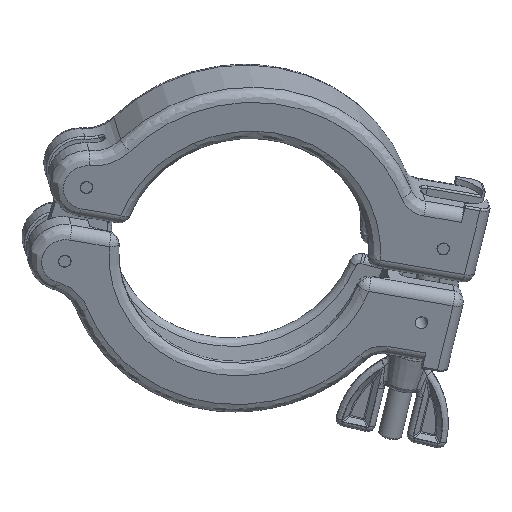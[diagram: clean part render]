
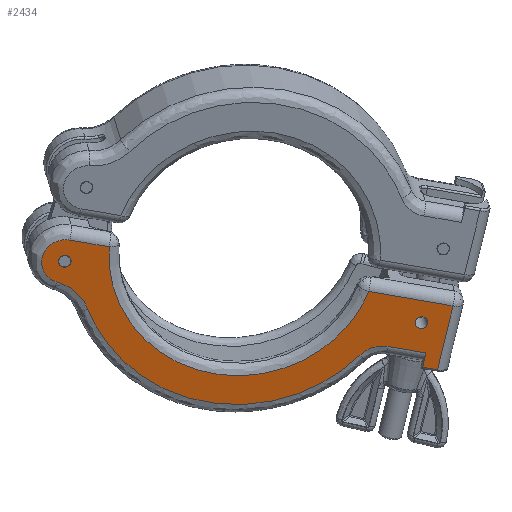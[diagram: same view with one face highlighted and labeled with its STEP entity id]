
A CAD part, top view. The second image highlights one B-rep face of the part: STEP entity #2434.
In plain terms, the highlighted face is planar.
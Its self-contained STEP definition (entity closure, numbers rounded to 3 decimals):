
#499 = CIRCLE ( 'NONE', #11534, 1.65 ) ;
#547 = CARTESIAN_POINT ( 'NONE',  ( 53., 21.691, -10.75 ) ) ;
#658 = CARTESIAN_POINT ( 'NONE',  ( -45., 5.5, -10.75 ) ) ;
#756 = CARTESIAN_POINT ( 'NONE',  ( 7.542, 19.5, -10.75 ) ) ;
#798 = DIRECTION ( 'NONE',  ( -1., 0., 0. ) ) ;
#834 = VERTEX_POINT ( 'NONE', #3940 ) ;
#1001 = CARTESIAN_POINT ( 'NONE',  ( 42.951, 19.5, -10.75 ) ) ;
#1016 = CARTESIAN_POINT ( 'NONE',  ( -45., 5.5, -10.75 ) ) ;
#1265 = DIRECTION ( 'NONE',  ( 0., 0., -1. ) ) ;
#1307 = LINE ( 'NONE', #756, #2883 ) ;
#1389 = VERTEX_POINT ( 'NONE', #1016 ) ;
#1410 = CARTESIAN_POINT ( 'NONE',  ( -34.565, 5.5, -10.75 ) ) ;
#1668 = DIRECTION ( 'NONE',  ( 0., -1., 0. ) ) ;
#1722 = ORIENTED_EDGE ( 'NONE', *, *, #9370, .F. ) ;
#1770 = ORIENTED_EDGE ( 'NONE', *, *, #6693, .F. ) ;
#1810 = EDGE_LOOP ( 'NONE', ( #10191, #6574, #1722, #2609, #2563, #1770, #5213, #4427, #13223, #8344, #12023 ) ) ;
#2030 = VERTEX_POINT ( 'NONE', #10926 ) ;
#2269 = CARTESIAN_POINT ( 'NONE',  ( 57., 5.5, -10.75 ) ) ;
#2434 = ADVANCED_FACE ( 'NONE', ( #4060, #13015, #13360 ), #8369, .F. ) ;
#2563 = ORIENTED_EDGE ( 'NONE', *, *, #9982, .F. ) ;
#2609 = ORIENTED_EDGE ( 'NONE', *, *, #6070, .F. ) ;
#2681 = VERTEX_POINT ( 'NONE', #10876 ) ;
#2883 = VECTOR ( 'NONE', #798, 1000. ) ;
#2889 = CARTESIAN_POINT ( 'NONE',  ( -17.263, 52.517, -10.75 ) ) ;
#3052 = VECTOR ( 'NONE', #14424, 1000. ) ;
#3677 = CIRCLE ( 'NONE', #11808, 1.65 ) ;
#3727 =( BOUNDED_CURVE ( )  B_SPLINE_CURVE ( 3, ( #4011, #8440, #2889, #14052 ),
 .UNSPECIFIED., .F., .F. ) 
 B_SPLINE_CURVE_WITH_KNOTS ( ( 4, 4 ),
 ( 0., 1. ),
 .UNSPECIFIED. ) 
 CURVE ( )  GEOMETRIC_REPRESENTATION_ITEM ( )  RATIONAL_B_SPLINE_CURVE ( ( 1., 0.694, 0.694, 1. ) ) 
 REPRESENTATION_ITEM ( '' )  );
#3742 = CARTESIAN_POINT ( 'NONE',  ( -36.117, 23.336, -10.75 ) ) ;
#3838 = VECTOR ( 'NONE', #12414, 1000. ) ;
#3886 = CARTESIAN_POINT ( 'NONE',  ( 7.542, 21.691, -10.75 ) ) ;
#3940 = CARTESIAN_POINT ( 'NONE',  ( 57., 23.5, -10.75 ) ) ;
#4011 = CARTESIAN_POINT ( 'NONE',  ( 36.213, 23.186, -10.75 ) ) ;
#4060 = FACE_BOUND ( 'NONE', #12934, .T. ) ;
#4093 = EDGE_CURVE ( 'NONE', #2030, #2030, #499, .T. ) ;
#4151 = EDGE_LOOP ( 'NONE', ( #9354 ) ) ;
#4427 = ORIENTED_EDGE ( 'NONE', *, *, #6349, .F. ) ;
#4708 =( BOUNDED_CURVE ( )  B_SPLINE_CURVE ( 3, ( #14228, #7218, #5372, #10874 ),
 .UNSPECIFIED., .F., .F. ) 
 B_SPLINE_CURVE_WITH_KNOTS ( ( 4, 4 ),
 ( 0., 1. ),
 .UNSPECIFIED. ) 
 CURVE ( )  GEOMETRIC_REPRESENTATION_ITEM ( )  RATIONAL_B_SPLINE_CURVE ( ( 1., 0.935, 0.935, 1. ) ) 
 REPRESENTATION_ITEM ( '' )  );
#5162 = CARTESIAN_POINT ( 'NONE',  ( -55.821, 5.5, -10.75 ) ) ;
#5213 = ORIENTED_EDGE ( 'NONE', *, *, #7056, .F. ) ;
#5346 = LINE ( 'NONE', #10141, #3052 ) ;
#5372 = CARTESIAN_POINT ( 'NONE',  ( -41.677, 17.893, -10.75 ) ) ;
#5713 = VECTOR ( 'NONE', #10938, 1000. ) ;
#5792 = VECTOR ( 'NONE', #1668, 1000. ) ;
#5832 = EDGE_CURVE ( 'NONE', #7609, #6030, #1307, .T. ) ;
#5931 = EDGE_CURVE ( 'NONE', #7842, #834, #5346, .T. ) ;
#6030 = VERTEX_POINT ( 'NONE', #10089 ) ;
#6070 = EDGE_CURVE ( 'NONE', #1389, #9619, #12005, .T. ) ;
#6349 = EDGE_CURVE ( 'NONE', #6030, #2681, #11042, .T. ) ;
#6574 = ORIENTED_EDGE ( 'NONE', *, *, #13222, .F. ) ;
#6693 = EDGE_CURVE ( 'NONE', #7052, #10014, #4708, .T. ) ;
#6758 =( BOUNDED_CURVE ( )  B_SPLINE_CURVE ( 3, ( #11829, #14062, #5162, #658 ),
 .UNSPECIFIED., .F., .T. ) 
 B_SPLINE_CURVE_WITH_KNOTS ( ( 4, 4 ),
 ( 0., 1. ),
 .UNSPECIFIED. ) 
 CURVE ( )  GEOMETRIC_REPRESENTATION_ITEM ( )  RATIONAL_B_SPLINE_CURVE ( ( 1., 0.369, 0.369, 1. ) ) 
 REPRESENTATION_ITEM ( '' )  );
#7052 = VERTEX_POINT ( 'NONE', #3742 ) ;
#7056 = EDGE_CURVE ( 'NONE', #2681, #7052, #3727, .T. ) ;
#7218 = CARTESIAN_POINT ( 'NONE',  ( -38.282, 19.985, -10.75 ) ) ;
#7405 = VERTEX_POINT ( 'NONE', #12485 ) ;
#7609 = VERTEX_POINT ( 'NONE', #14084 ) ;
#7842 = VERTEX_POINT ( 'NONE', #2269 ) ;
#8133 = EDGE_CURVE ( 'NONE', #10470, #10470, #3677, .T. ) ;
#8344 = ORIENTED_EDGE ( 'NONE', *, *, #13477, .F. ) ;
#8369 = PLANE ( 'NONE',  #11766 ) ;
#8376 = DIRECTION ( 'NONE',  ( -1., 0., 0. ) ) ;
#8440 = CARTESIAN_POINT ( 'NONE',  ( 17.48, 52.445, -10.75 ) ) ;
#8749 =( BOUNDED_CURVE ( )  B_SPLINE_CURVE ( 3, ( #13680, #10467, #11464, #12649 ),
 .UNSPECIFIED., .F., .T. ) 
 B_SPLINE_CURVE_WITH_KNOTS ( ( 4, 4 ),
 ( 0., 1. ),
 .UNSPECIFIED. ) 
 CURVE ( )  GEOMETRIC_REPRESENTATION_ITEM ( )  RATIONAL_B_SPLINE_CURVE ( ( 1., 0.438, 0.438, 1. ) ) 
 REPRESENTATION_ITEM ( '' )  );
#8767 = LINE ( 'NONE', #547, #5792 ) ;
#8871 = CARTESIAN_POINT ( 'NONE',  ( 40.162, 19.5, -10.75 ) ) ;
#8936 = CARTESIAN_POINT ( 'NONE',  ( 50., 11.5, -10.75 ) ) ;
#9173 = CARTESIAN_POINT ( 'NONE',  ( 36.213, 23.186, -10.75 ) ) ;
#9317 = LINE ( 'NONE', #12225, #3838 ) ;
#9354 = ORIENTED_EDGE ( 'NONE', *, *, #4093, .F. ) ;
#9370 = EDGE_CURVE ( 'NONE', #9619, #7405, #8749, .T. ) ;
#9515 = DIRECTION ( 'NONE',  ( 1., 0., 0. ) ) ;
#9554 = DIRECTION ( 'NONE',  ( 0., 0., 1. ) ) ;
#9613 = CARTESIAN_POINT ( 'NONE',  ( 7.542, 23.5, -10.75 ) ) ;
#9619 = VERTEX_POINT ( 'NONE', #1410 ) ;
#9636 = EDGE_CURVE ( 'NONE', #834, #9965, #10805, .T. ) ;
#9965 = VERTEX_POINT ( 'NONE', #10767 ) ;
#9982 = EDGE_CURVE ( 'NONE', #10014, #1389, #6758, .T. ) ;
#10014 = VERTEX_POINT ( 'NONE', #14372 ) ;
#10089 = CARTESIAN_POINT ( 'NONE',  ( 42.951, 19.5, -10.75 ) ) ;
#10141 = CARTESIAN_POINT ( 'NONE',  ( 57., 21.691, -10.75 ) ) ;
#10191 = ORIENTED_EDGE ( 'NONE', *, *, #5931, .F. ) ;
#10259 = DIRECTION ( 'NONE',  ( 1., 0., 0. ) ) ;
#10467 = CARTESIAN_POINT ( 'NONE',  ( -26.3, 57.446, -10.75 ) ) ;
#10470 = VERTEX_POINT ( 'NONE', #10914 ) ;
#10767 = CARTESIAN_POINT ( 'NONE',  ( 53., 23.5, -10.75 ) ) ;
#10805 = LINE ( 'NONE', #9613, #12196 ) ;
#10874 = CARTESIAN_POINT ( 'NONE',  ( -45.643, 17.465, -10.75 ) ) ;
#10876 = CARTESIAN_POINT ( 'NONE',  ( 36.213, 23.186, -10.75 ) ) ;
#10914 = CARTESIAN_POINT ( 'NONE',  ( -43.35, 11.5, -10.75 ) ) ;
#10918 = CARTESIAN_POINT ( 'NONE',  ( -45., 11.5, -10.75 ) ) ;
#10926 = CARTESIAN_POINT ( 'NONE',  ( 51.65, 11.5, -10.75 ) ) ;
#10938 = DIRECTION ( 'NONE',  ( 1., 0., 0. ) ) ;
#11042 =( BOUNDED_CURVE ( )  B_SPLINE_CURVE ( 3, ( #1001, #8871, #13490, #9173 ),
 .UNSPECIFIED., .F., .F. ) 
 B_SPLINE_CURVE_WITH_KNOTS ( ( 4, 4 ),
 ( 0., 1. ),
 .UNSPECIFIED. ) 
 CURVE ( )  GEOMETRIC_REPRESENTATION_ITEM ( )  RATIONAL_B_SPLINE_CURVE ( ( 1., 0.918, 0.918, 1. ) ) 
 REPRESENTATION_ITEM ( '' )  );
#11085 = CARTESIAN_POINT ( 'NONE',  ( 7.542, 5.5, -10.75 ) ) ;
#11464 = CARTESIAN_POINT ( 'NONE',  ( 26.3, 57.446, -10.75 ) ) ;
#11534 = AXIS2_PLACEMENT_3D ( 'NONE', #8936, #1265, #10259 ) ;
#11766 = AXIS2_PLACEMENT_3D ( 'NONE', #3886, #9554, #9515 ) ;
#11808 = AXIS2_PLACEMENT_3D ( 'NONE', #10918, #12020, #13035 ) ;
#11829 = CARTESIAN_POINT ( 'NONE',  ( -45.643, 17.465, -10.75 ) ) ;
#11951 = ORIENTED_EDGE ( 'NONE', *, *, #8133, .F. ) ;
#12005 = LINE ( 'NONE', #11085, #5713 ) ;
#12020 = DIRECTION ( 'NONE',  ( 0., 0., -1. ) ) ;
#12023 = ORIENTED_EDGE ( 'NONE', *, *, #9636, .F. ) ;
#12196 = VECTOR ( 'NONE', #8376, 1000. ) ;
#12225 = CARTESIAN_POINT ( 'NONE',  ( 7.542, 5.5, -10.75 ) ) ;
#12414 = DIRECTION ( 'NONE',  ( 1., 0., 0. ) ) ;
#12485 = CARTESIAN_POINT ( 'NONE',  ( 34.565, 5.5, -10.75 ) ) ;
#12649 = CARTESIAN_POINT ( 'NONE',  ( 34.565, 5.5, -10.75 ) ) ;
#12934 = EDGE_LOOP ( 'NONE', ( #11951 ) ) ;
#13015 = FACE_BOUND ( 'NONE', #4151, .T. ) ;
#13035 = DIRECTION ( 'NONE',  ( 1., 0., 0. ) ) ;
#13222 = EDGE_CURVE ( 'NONE', #7405, #7842, #9317, .T. ) ;
#13223 = ORIENTED_EDGE ( 'NONE', *, *, #5832, .F. ) ;
#13360 = FACE_OUTER_BOUND ( 'NONE', #1810, .T. ) ;
#13477 = EDGE_CURVE ( 'NONE', #9965, #7609, #8767, .T. ) ;
#13490 = CARTESIAN_POINT ( 'NONE',  ( 37.717, 20.838, -10.75 ) ) ;
#13680 = CARTESIAN_POINT ( 'NONE',  ( -34.565, 5.5, -10.75 ) ) ;
#14052 = CARTESIAN_POINT ( 'NONE',  ( -36.117, 23.336, -10.75 ) ) ;
#14062 = CARTESIAN_POINT ( 'NONE',  ( -56.402, 16.306, -10.75 ) ) ;
#14084 = CARTESIAN_POINT ( 'NONE',  ( 53., 19.5, -10.75 ) ) ;
#14228 = CARTESIAN_POINT ( 'NONE',  ( -36.117, 23.336, -10.75 ) ) ;
#14372 = CARTESIAN_POINT ( 'NONE',  ( -45.643, 17.465, -10.75 ) ) ;
#14424 = DIRECTION ( 'NONE',  ( 0., 1., 0. ) ) ;
